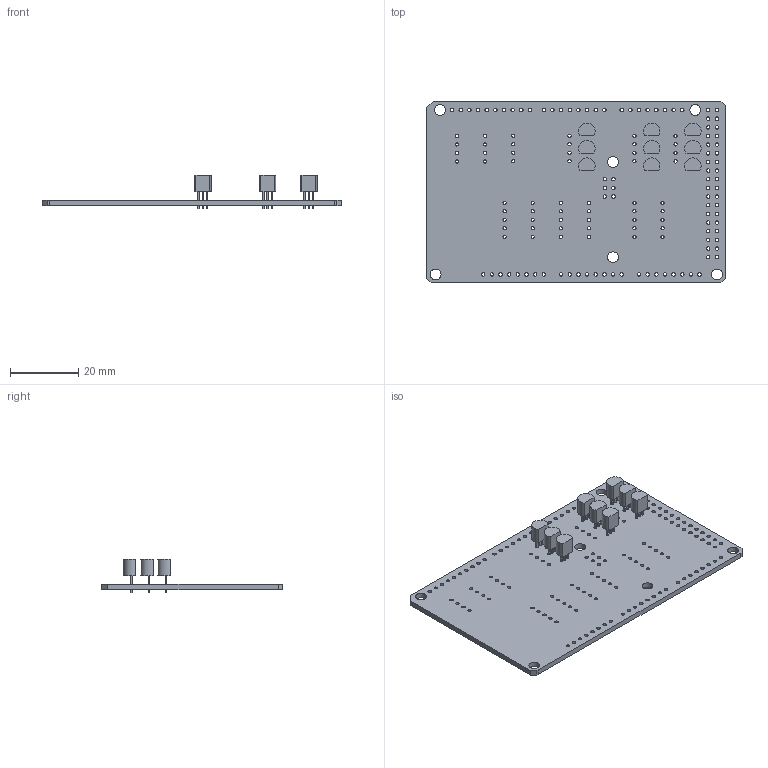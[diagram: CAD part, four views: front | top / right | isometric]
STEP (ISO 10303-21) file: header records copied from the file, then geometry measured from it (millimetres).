
FILE_DESCRIPTION(('FreeCAD Model'),'2;1');
FILE_NAME('sixi2-mega-shield.step','2019-03-28T11:30:48',('Author'),(''), 'Open CASCADE STEP processor 7.2','FreeCAD','Unknown');
FILE_SCHEMA(('AUTOMOTIVE_DESIGN { 1 0 10303 214 1 1 1 1 }'));
Length unit declared in the file: millimetre
Products named in the file (15): sixi2-mega-shield; Board_Geoms; Pcb; PCB_Sketch; Step_Models; Top; Q30_TO-92_Inline_Narrow_5C8B03A0; Q31_TO-92_Inline_Narrow_5C8B03B2; Q32_TO-92_Inline_Narrow_5C8B03C4; Q40_TO-92_Inline_Narrow_5C8B03D6; Q41_TO-92_Inline_Narrow_5C8B03E8; Q42_TO-92_Inline_Narrow_5C8B03FA; Q50_TO-92_Inline_Narrow_5C8B040C; Q51_TO-92_Inline_Narrow_5C8B041E; Q52_TO-92_Inline_Narrow_5C8B0430
Assembly tree (14 placements, depth 4):
  sixi2-mega-shield
    Board_Geoms
      Pcb
      PCB_Sketch
    Step_Models
      Top
        Q30_TO-92_Inline_Narrow_5C8B03A0
        Q31_TO-92_Inline_Narrow_5C8B03B2
        Q32_TO-92_Inline_Narrow_5C8B03C4
        Q40_TO-92_Inline_Narrow_5C8B03D6
        Q41_TO-92_Inline_Narrow_5C8B03E8
        Q42_TO-92_Inline_Narrow_5C8B03FA
        Q50_TO-92_Inline_Narrow_5C8B040C
        Q51_TO-92_Inline_Narrow_5C8B041E
        Q52_TO-92_Inline_Narrow_5C8B0430
Bounding box: 87.63 x 53.34 x 9.8 mm (x, y, z)
Volume: 7878.2 mm3; surface area: 11495.8 mm2
Topology: 10 solids, 10 shells, 364 faces, 963 edges, 658 vertices
Faces by surface type: cylinder 188, plane 176
Full cylindrical faces by diameter (mm): 0.75 x27, 0.95 x54, 1.016 x92, 3.2 x6
Entity records: 13588 total; most frequent: DIRECTION 2097, CARTESIAN_POINT 2000, ORIENTED_EDGE 1902, EDGE_CURVE 951, AXIS2_PLACEMENT_3D 755, FACE_BOUND 749, EDGE_LOOP 749, VERTEX_POINT 634
